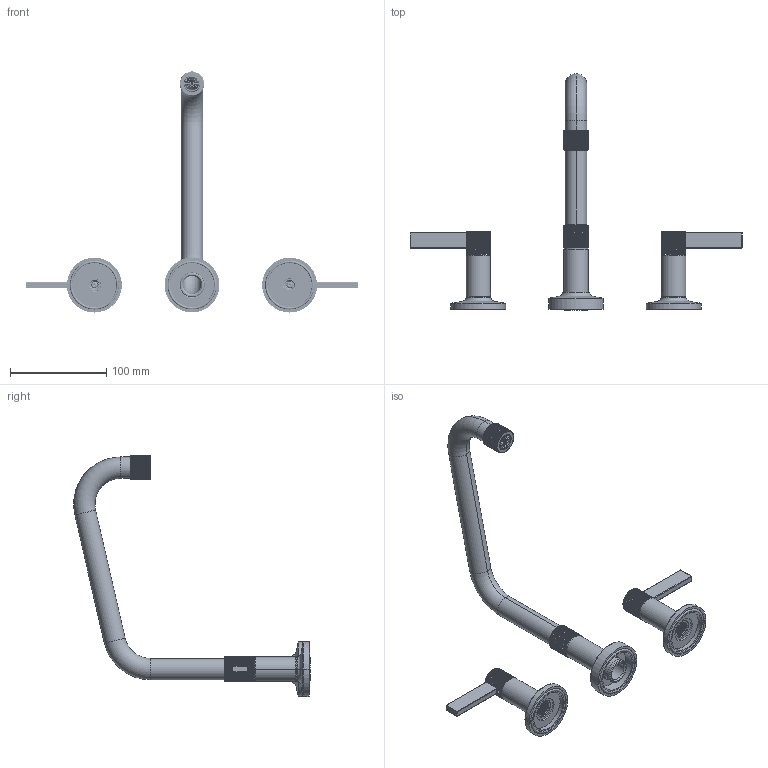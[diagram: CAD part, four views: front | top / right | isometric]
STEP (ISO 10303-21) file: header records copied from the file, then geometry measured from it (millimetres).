
FILE_DESCRIPTION((''),'2;1');
FILE_NAME('3-3236_ASM','2019-11-11T07:58:46',('rsmith'),(''),'CREO PARAMETRIC BY PTC INC, 2018400','CREO PARAMETRIC BY PTC INC, 2018400','');
FILE_SCHEMA(('CONFIG_CONTROL_DESIGN'));
Length unit declared in the file: inch
Products named in the file (27): 13133; 91024; 13134; 13135; 11670; 20-416_ASM; 91773; 12881; 91330; 91500; 20-437_ASM; 3-635_ASM; 13118; 20-431_ASM; 13119; 91017; 12506; 91049; 91371; 92399; 13120; 91018; 13121; 92984; 20-425_ASM; 3-644_ASM; 3-3236_ASM
Assembly tree (30 placements, depth 4):
  3-3236_ASM
    3-635_ASM
      13133
      91024
      20-416_ASM
        13134
        13135
        11670
      91773
      20-437_ASM
        12881
        91330
        91500
    3-644_ASM  x2
      20-431_ASM
        13118
        91773
      20-425_ASM
        13119
        91017  x2
        12506
        91049
        91371
        92399
        13120
        91018
        13121
        92984  x2
Bounding box: 345.44 x 246.22 x 250.82 mm (x, y, z)
Volume: 178554.9 mm3; surface area: 205116.4 mm2
Topology: 37 solids, 67 shells, 3630 faces, 10224 edges, 6687 vertices
Faces by surface type: plane 1631, cylinder 1429, bspline 232, torus 162, cone 140, sphere 32, extrusion 4
Entity records: 196389 total; most frequent: CARTESIAN_POINT 139210, ORIENTED_EDGE 12623, DIRECTION 10644, EDGE_CURVE 6519, VERTEX_POINT 4278, AXIS2_PLACEMENT_3D 4044, VECTOR 2556, LINE 2554
